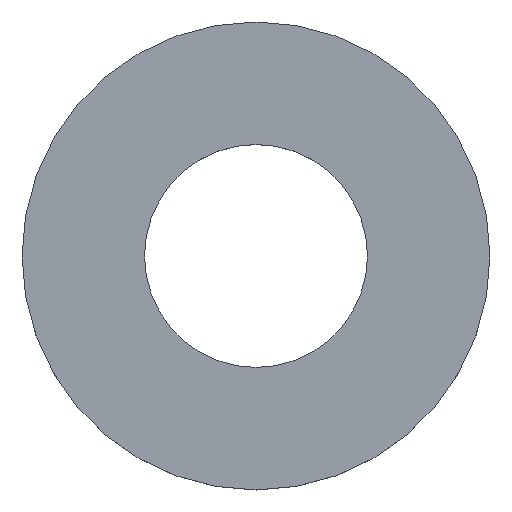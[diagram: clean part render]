
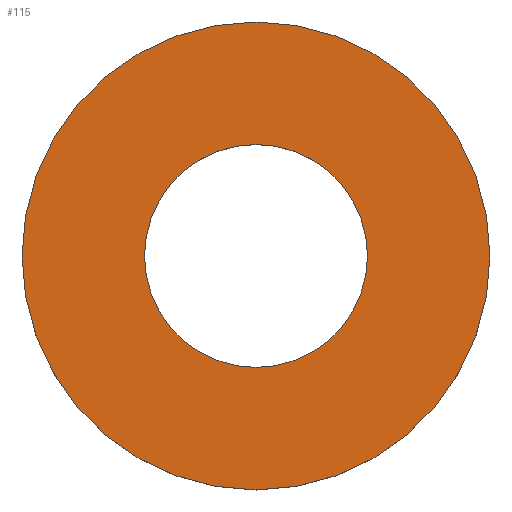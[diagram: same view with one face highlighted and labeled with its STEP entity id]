
A CAD part, top view. The second image highlights one B-rep face of the part: STEP entity #115.
In plain terms, the highlighted planar face has unit normal (0, 0, 1).
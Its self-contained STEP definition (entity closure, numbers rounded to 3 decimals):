
#3 = AXIS2_PLACEMENT_3D ( 'NONE', #12, #70, #136 ) ;
#6 = FACE_OUTER_BOUND ( 'NONE', #213, .T. ) ;
#10 = ORIENTED_EDGE ( 'NONE', *, *, #190, .T. ) ;
#11 = CARTESIAN_POINT ( 'NONE',  ( -3.4, 0., 0.6 ) ) ;
#12 = CARTESIAN_POINT ( 'NONE',  ( 0., 0., 0.6 ) ) ;
#14 = VERTEX_POINT ( 'NONE', #65 ) ;
#24 = CIRCLE ( 'NONE', #131, 1.62 ) ;
#25 = CARTESIAN_POINT ( 'NONE',  ( 0., 0., 0.6 ) ) ;
#30 = EDGE_LOOP ( 'NONE', ( #10, #47 ) ) ;
#38 = DIRECTION ( 'NONE',  ( 0., 0., -1. ) ) ;
#42 = DIRECTION ( 'NONE',  ( -1., 0., 0. ) ) ;
#47 = ORIENTED_EDGE ( 'NONE', *, *, #119, .T. ) ;
#51 = PLANE ( 'NONE',  #204 ) ;
#65 = CARTESIAN_POINT ( 'NONE',  ( 3.4, 0., 0.6 ) ) ;
#67 = DIRECTION ( 'NONE',  ( 0., 0., -1. ) ) ;
#70 = DIRECTION ( 'NONE',  ( 0., 0., -1. ) ) ;
#73 = DIRECTION ( 'NONE',  ( 0., 0., 1. ) ) ;
#79 = CARTESIAN_POINT ( 'NONE',  ( 1.62, 0., 0.6 ) ) ;
#90 = CARTESIAN_POINT ( 'NONE',  ( 0., 0., 0.6 ) ) ;
#97 = AXIS2_PLACEMENT_3D ( 'NONE', #25, #38, #118 ) ;
#98 = VERTEX_POINT ( 'NONE', #11 ) ;
#103 = CARTESIAN_POINT ( 'NONE',  ( 3.4, 0., 0.6 ) ) ;
#113 = EDGE_CURVE ( 'NONE', #14, #98, #208, .T. ) ;
#115 = ADVANCED_FACE ( 'NONE', ( #138, #6 ), #51, .T. ) ;
#117 = DIRECTION ( 'NONE',  ( 1., 0., 0. ) ) ;
#118 = DIRECTION ( 'NONE',  ( -1., 0., 0. ) ) ;
#119 = EDGE_CURVE ( 'NONE', #189, #196, #24, .T. ) ;
#120 = AXIS2_PLACEMENT_3D ( 'NONE', #139, #195, #42 ) ;
#123 = ORIENTED_EDGE ( 'NONE', *, *, #113, .F. ) ;
#129 = ORIENTED_EDGE ( 'NONE', *, *, #133, .F. ) ;
#131 = AXIS2_PLACEMENT_3D ( 'NONE', #90, #67, #185 ) ;
#133 = EDGE_CURVE ( 'NONE', #98, #14, #174, .T. ) ;
#136 = DIRECTION ( 'NONE',  ( -1., 0., 0. ) ) ;
#138 = FACE_BOUND ( 'NONE', #30, .T. ) ;
#139 = CARTESIAN_POINT ( 'NONE',  ( 0., 0., 0.6 ) ) ;
#174 = CIRCLE ( 'NONE', #3, 3.4 ) ;
#185 = DIRECTION ( 'NONE',  ( -1., 0., 0. ) ) ;
#188 = CARTESIAN_POINT ( 'NONE',  ( -1.62, 0., 0.6 ) ) ;
#189 = VERTEX_POINT ( 'NONE', #79 ) ;
#190 = EDGE_CURVE ( 'NONE', #196, #189, #194, .T. ) ;
#194 = CIRCLE ( 'NONE', #120, 1.62 ) ;
#195 = DIRECTION ( 'NONE',  ( 0., 0., -1. ) ) ;
#196 = VERTEX_POINT ( 'NONE', #188 ) ;
#204 = AXIS2_PLACEMENT_3D ( 'NONE', #103, #73, #117 ) ;
#208 = CIRCLE ( 'NONE', #97, 3.4 ) ;
#213 = EDGE_LOOP ( 'NONE', ( #129, #123 ) ) ;
